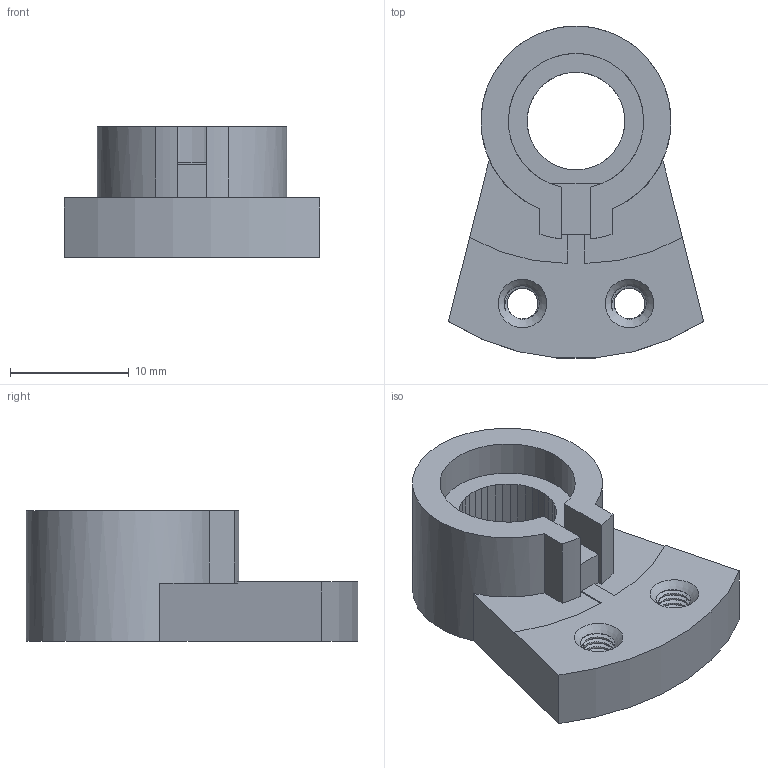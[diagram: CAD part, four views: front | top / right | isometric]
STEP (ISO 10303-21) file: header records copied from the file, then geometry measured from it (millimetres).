
FILE_DESCRIPTION(('FreeCAD Model'),'2;1');
FILE_NAME('Open CASCADE Shape Model','2023-09-19T21:05:40',(''),(''), 'Open CASCADE STEP processor 7.6','FreeCAD','Unknown');
FILE_SCHEMA(('AUTOMOTIVE_DESIGN { 1 0 10303 214 1 1 1 1 }'));
Length unit declared in the file: millimetre
Products named in the file (1): Groove049
Bounding box: 21.5 x 27.93 x 11 mm (x, y, z)
Volume: 2649.2 mm3; surface area: 1947.6 mm2
Topology: 1 solids, 1 shells, 129 faces, 345 edges, 218 vertices
Faces by surface type: bspline 60, plane 57, cylinder 9, cone 3
Entity records: 21451 total; most frequent: CARTESIAN_POINT 15532, DIRECTION 772, ORIENTED_EDGE 690, PCURVE 690, DEFINITIONAL_REPRESENTATION 690, LINE 484, VECTOR 484, B_SPLINE_CURVE_WITH_KNOTS 417
